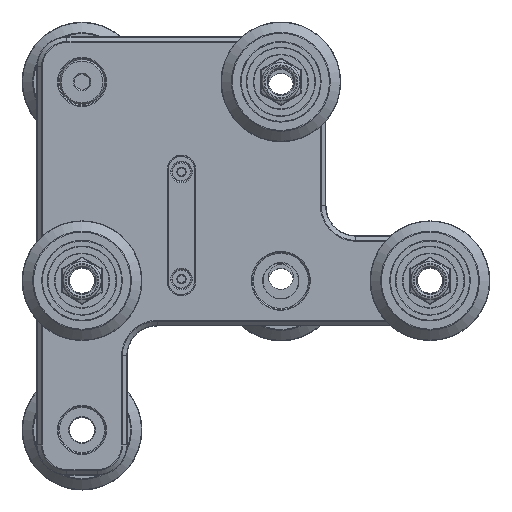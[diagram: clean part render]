
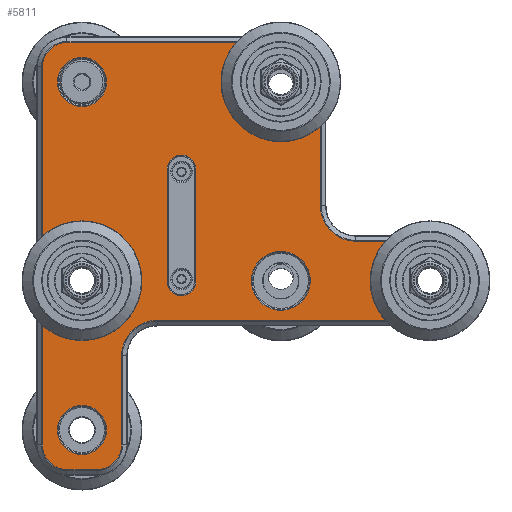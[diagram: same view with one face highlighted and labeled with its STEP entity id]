
A CAD part, top view. The second image highlights one B-rep face of the part: STEP entity #5811.
In plain terms, the highlighted planar face has unit normal (0, 0, 1).
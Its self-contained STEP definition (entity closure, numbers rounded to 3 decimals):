
#428=FACE_BOUND('',#1188,.T.);
#429=FACE_BOUND('',#1189,.T.);
#430=FACE_BOUND('',#1190,.T.);
#431=FACE_BOUND('',#1191,.T.);
#432=FACE_BOUND('',#1192,.T.);
#433=FACE_BOUND('',#1193,.T.);
#434=FACE_BOUND('',#1194,.T.);
#481=PLANE('',#6446);
#785=FACE_OUTER_BOUND('',#1187,.T.);
#1187=EDGE_LOOP('',(#4265,#4266,#4267,#4268,#4269,#4270,#4271,#4272,#4273,
#4274,#4275,#4276,#4277,#4278,#4279,#4280));
#1188=EDGE_LOOP('',(#4281,#4282,#4283,#4284));
#1189=EDGE_LOOP('',(#4285));
#1190=EDGE_LOOP('',(#4286));
#1191=EDGE_LOOP('',(#4287));
#1192=EDGE_LOOP('',(#4288));
#1193=EDGE_LOOP('',(#4289));
#1194=EDGE_LOOP('',(#4290));
#1573=LINE('',#9386,#1919);
#1576=LINE('',#9401,#1922);
#1578=LINE('',#9413,#1924);
#1580=LINE('',#9425,#1926);
#1582=LINE('',#9437,#1928);
#1584=LINE('',#9449,#1930);
#1586=LINE('',#9461,#1932);
#1588=LINE('',#9473,#1934);
#1602=LINE('',#9514,#1948);
#1603=LINE('',#9518,#1949);
#1919=VECTOR('',#7404,10.);
#1922=VECTOR('',#7421,10.);
#1924=VECTOR('',#7435,10.);
#1926=VECTOR('',#7449,10.);
#1928=VECTOR('',#7463,10.);
#1930=VECTOR('',#7477,10.);
#1932=VECTOR('',#7491,10.);
#1934=VECTOR('',#7505,10.);
#1948=VECTOR('',#7551,10.);
#1949=VECTOR('',#7554,10.);
#2300=CIRCLE('',#6392,7.104);
#2304=CIRCLE('',#6398,4.896);
#2308=CIRCLE('',#6404,4.896);
#2312=CIRCLE('',#6410,7.104);
#2316=CIRCLE('',#6416,4.896);
#2320=CIRCLE('',#6422,4.896);
#2324=CIRCLE('',#6428,4.896);
#2327=CIRCLE('',#6433,4.896);
#2332=CIRCLE('',#6447,2.85);
#2333=CIRCLE('',#6448,2.85);
#2334=CIRCLE('',#6449,5.883);
#2335=CIRCLE('',#6450,3.62);
#2336=CIRCLE('',#6451,2.65);
#2337=CIRCLE('',#6452,2.65);
#2338=CIRCLE('',#6453,4.883);
#2339=CIRCLE('',#6454,4.883);
#2704=VERTEX_POINT('',#9383);
#2705=VERTEX_POINT('',#9385);
#2707=VERTEX_POINT('',#9391);
#2709=VERTEX_POINT('',#9397);
#2711=VERTEX_POINT('',#9403);
#2713=VERTEX_POINT('',#9409);
#2715=VERTEX_POINT('',#9415);
#2717=VERTEX_POINT('',#9421);
#2719=VERTEX_POINT('',#9427);
#2721=VERTEX_POINT('',#9433);
#2723=VERTEX_POINT('',#9439);
#2725=VERTEX_POINT('',#9445);
#2727=VERTEX_POINT('',#9451);
#2729=VERTEX_POINT('',#9457);
#2731=VERTEX_POINT('',#9463);
#2733=VERTEX_POINT('',#9469);
#2744=VERTEX_POINT('',#9512);
#2745=VERTEX_POINT('',#9513);
#2746=VERTEX_POINT('',#9515);
#2747=VERTEX_POINT('',#9517);
#2748=VERTEX_POINT('',#9520);
#2749=VERTEX_POINT('',#9522);
#2750=VERTEX_POINT('',#9524);
#2751=VERTEX_POINT('',#9526);
#2752=VERTEX_POINT('',#9528);
#2753=VERTEX_POINT('',#9530);
#3246=EDGE_CURVE('',#2704,#2705,#1573,.T.);
#3251=EDGE_CURVE('',#2705,#2707,#2300,.T.);
#3254=EDGE_CURVE('',#2707,#2709,#1576,.T.);
#3257=EDGE_CURVE('',#2709,#2711,#2304,.T.);
#3260=EDGE_CURVE('',#2711,#2713,#1578,.T.);
#3263=EDGE_CURVE('',#2713,#2715,#2308,.T.);
#3266=EDGE_CURVE('',#2715,#2717,#1580,.T.);
#3269=EDGE_CURVE('',#2717,#2719,#2312,.T.);
#3272=EDGE_CURVE('',#2719,#2721,#1582,.T.);
#3275=EDGE_CURVE('',#2721,#2723,#2316,.T.);
#3278=EDGE_CURVE('',#2723,#2725,#1584,.T.);
#3281=EDGE_CURVE('',#2725,#2727,#2320,.T.);
#3284=EDGE_CURVE('',#2727,#2729,#1586,.T.);
#3287=EDGE_CURVE('',#2729,#2731,#2324,.T.);
#3290=EDGE_CURVE('',#2731,#2733,#1588,.T.);
#3292=EDGE_CURVE('',#2733,#2704,#2327,.T.);
#3310=EDGE_CURVE('',#2744,#2745,#1602,.T.);
#3311=EDGE_CURVE('',#2746,#2744,#2332,.T.);
#3312=EDGE_CURVE('',#2747,#2746,#1603,.T.);
#3313=EDGE_CURVE('',#2745,#2747,#2333,.T.);
#3314=EDGE_CURVE('',#2748,#2748,#2334,.T.);
#3315=EDGE_CURVE('',#2749,#2749,#2335,.T.);
#3316=EDGE_CURVE('',#2750,#2750,#2336,.T.);
#3317=EDGE_CURVE('',#2751,#2751,#2337,.T.);
#3318=EDGE_CURVE('',#2752,#2752,#2338,.T.);
#3319=EDGE_CURVE('',#2753,#2753,#2339,.T.);
#4265=ORIENTED_EDGE('',*,*,#3246,.F.);
#4266=ORIENTED_EDGE('',*,*,#3292,.F.);
#4267=ORIENTED_EDGE('',*,*,#3290,.F.);
#4268=ORIENTED_EDGE('',*,*,#3287,.F.);
#4269=ORIENTED_EDGE('',*,*,#3284,.F.);
#4270=ORIENTED_EDGE('',*,*,#3281,.F.);
#4271=ORIENTED_EDGE('',*,*,#3278,.F.);
#4272=ORIENTED_EDGE('',*,*,#3275,.F.);
#4273=ORIENTED_EDGE('',*,*,#3272,.F.);
#4274=ORIENTED_EDGE('',*,*,#3269,.F.);
#4275=ORIENTED_EDGE('',*,*,#3266,.F.);
#4276=ORIENTED_EDGE('',*,*,#3263,.F.);
#4277=ORIENTED_EDGE('',*,*,#3260,.F.);
#4278=ORIENTED_EDGE('',*,*,#3257,.F.);
#4279=ORIENTED_EDGE('',*,*,#3254,.F.);
#4280=ORIENTED_EDGE('',*,*,#3251,.F.);
#4281=ORIENTED_EDGE('',*,*,#3310,.F.);
#4282=ORIENTED_EDGE('',*,*,#3311,.F.);
#4283=ORIENTED_EDGE('',*,*,#3312,.F.);
#4284=ORIENTED_EDGE('',*,*,#3313,.F.);
#4285=ORIENTED_EDGE('',*,*,#3314,.F.);
#4286=ORIENTED_EDGE('',*,*,#3315,.T.);
#4287=ORIENTED_EDGE('',*,*,#3316,.T.);
#4288=ORIENTED_EDGE('',*,*,#3317,.T.);
#4289=ORIENTED_EDGE('',*,*,#3318,.F.);
#4290=ORIENTED_EDGE('',*,*,#3319,.F.);
#5811=ADVANCED_FACE('',(#785,#428,#429,#430,#431,#432,#433,#434),#481,.T.);
#6392=AXIS2_PLACEMENT_3D('',#9395,#7414,#7415);
#6398=AXIS2_PLACEMENT_3D('',#9407,#7428,#7429);
#6404=AXIS2_PLACEMENT_3D('',#9419,#7442,#7443);
#6410=AXIS2_PLACEMENT_3D('',#9431,#7456,#7457);
#6416=AXIS2_PLACEMENT_3D('',#9443,#7470,#7471);
#6422=AXIS2_PLACEMENT_3D('',#9455,#7484,#7485);
#6428=AXIS2_PLACEMENT_3D('',#9467,#7498,#7499);
#6433=AXIS2_PLACEMENT_3D('',#9476,#7510,#7511);
#6446=AXIS2_PLACEMENT_3D('',#9511,#7549,#7550);
#6447=AXIS2_PLACEMENT_3D('',#9516,#7552,#7553);
#6448=AXIS2_PLACEMENT_3D('',#9519,#7555,#7556);
#6449=AXIS2_PLACEMENT_3D('',#9521,#7557,#7558);
#6450=AXIS2_PLACEMENT_3D('',#9523,#7559,#7560);
#6451=AXIS2_PLACEMENT_3D('',#9525,#7561,#7562);
#6452=AXIS2_PLACEMENT_3D('',#9527,#7563,#7564);
#6453=AXIS2_PLACEMENT_3D('',#9529,#7565,#7566);
#6454=AXIS2_PLACEMENT_3D('',#9531,#7567,#7568);
#7404=DIRECTION('',(0.,-1.,0.));
#7414=DIRECTION('center_axis',(0.,0.,1.));
#7415=DIRECTION('ref_axis',(-0.707,-0.707,0.));
#7421=DIRECTION('',(1.,0.,0.));
#7428=DIRECTION('center_axis',(0.,0.,-1.));
#7429=DIRECTION('ref_axis',(0.707,0.707,0.));
#7435=DIRECTION('',(0.,-1.,0.));
#7442=DIRECTION('center_axis',(0.,0.,-1.));
#7443=DIRECTION('ref_axis',(0.707,-0.707,0.));
#7449=DIRECTION('',(-1.,0.,0.));
#7456=DIRECTION('center_axis',(0.,0.,1.));
#7457=DIRECTION('ref_axis',(-0.707,0.707,0.));
#7463=DIRECTION('',(0.,-1.,0.));
#7470=DIRECTION('center_axis',(0.,0.,-1.));
#7471=DIRECTION('ref_axis',(0.707,-0.707,0.));
#7477=DIRECTION('',(-1.,0.,0.));
#7484=DIRECTION('center_axis',(0.,0.,-1.));
#7485=DIRECTION('ref_axis',(-0.707,-0.707,0.));
#7491=DIRECTION('',(0.,1.,0.));
#7498=DIRECTION('center_axis',(0.,0.,-1.));
#7499=DIRECTION('ref_axis',(-0.707,0.707,0.));
#7505=DIRECTION('',(1.,0.,0.));
#7510=DIRECTION('center_axis',(0.,0.,-1.));
#7511=DIRECTION('ref_axis',(0.707,0.707,0.));
#7549=DIRECTION('center_axis',(0.,0.,1.));
#7550=DIRECTION('ref_axis',(1.,0.,0.));
#7551=DIRECTION('',(0.,-1.,0.));
#7552=DIRECTION('center_axis',(0.,0.,1.));
#7553=DIRECTION('ref_axis',(0.,1.,0.));
#7554=DIRECTION('',(0.,1.,0.));
#7555=DIRECTION('center_axis',(0.,0.,1.));
#7556=DIRECTION('ref_axis',(0.,-1.,0.));
#7557=DIRECTION('center_axis',(0.,0.,1.));
#7558=DIRECTION('ref_axis',(1.,0.,0.));
#7559=DIRECTION('center_axis',(0.,0.,-1.));
#7560=DIRECTION('ref_axis',(1.,0.,0.));
#7561=DIRECTION('center_axis',(0.,0.,-1.));
#7562=DIRECTION('ref_axis',(1.,0.,0.));
#7563=DIRECTION('center_axis',(0.,0.,-1.));
#7564=DIRECTION('ref_axis',(1.,0.,0.));
#7565=DIRECTION('center_axis',(0.,0.,1.));
#7566=DIRECTION('ref_axis',(1.,0.,0.));
#7567=DIRECTION('center_axis',(0.,0.,1.));
#7568=DIRECTION('ref_axis',(1.,0.,0.));
#9383=CARTESIAN_POINT('',(27.746,22.85,8.));
#9385=CARTESIAN_POINT('',(27.746,-4.85,8.));
#9386=CARTESIAN_POINT('',(27.746,-13.878,8.));
#9391=CARTESIAN_POINT('',(34.85,-11.954,8.));
#9395=CARTESIAN_POINT('Origin',(34.85,-4.85,8.));
#9397=CARTESIAN_POINT('',(52.625,-11.954,8.));
#9401=CARTESIAN_POINT('',(25.822,-11.954,8.));
#9403=CARTESIAN_POINT('',(57.521,-16.85,8.));
#9407=CARTESIAN_POINT('Origin',(52.625,-16.85,8.));
#9409=CARTESIAN_POINT('',(57.521,-22.85,8.));
#9413=CARTESIAN_POINT('',(57.521,-18.378,8.));
#9415=CARTESIAN_POINT('',(52.625,-27.746,8.));
#9419=CARTESIAN_POINT('Origin',(52.625,-22.85,8.));
#9421=CARTESIAN_POINT('',(-4.85,-27.746,8.));
#9425=CARTESIAN_POINT('',(8.453,-27.746,8.));
#9427=CARTESIAN_POINT('',(-11.954,-34.85,8.));
#9431=CARTESIAN_POINT('Origin',(-4.85,-34.85,8.));
#9433=CARTESIAN_POINT('',(-11.954,-52.625,8.));
#9437=CARTESIAN_POINT('',(-11.954,-25.822,8.));
#9439=CARTESIAN_POINT('',(-16.85,-57.521,8.));
#9443=CARTESIAN_POINT('Origin',(-16.85,-52.625,8.));
#9445=CARTESIAN_POINT('',(-22.85,-57.521,8.));
#9449=CARTESIAN_POINT('',(3.953,-57.521,8.));
#9451=CARTESIAN_POINT('',(-27.746,-52.625,8.));
#9455=CARTESIAN_POINT('Origin',(-22.85,-52.625,8.));
#9457=CARTESIAN_POINT('',(-27.746,22.85,8.));
#9461=CARTESIAN_POINT('',(-27.746,-3.953,8.));
#9463=CARTESIAN_POINT('',(-22.85,27.746,8.));
#9467=CARTESIAN_POINT('Origin',(-22.85,22.85,8.));
#9469=CARTESIAN_POINT('',(22.85,27.746,8.));
#9473=CARTESIAN_POINT('',(18.378,27.746,8.));
#9476=CARTESIAN_POINT('Origin',(22.85,22.85,8.));
#9511=CARTESIAN_POINT('Origin',(14.888,-14.888,8.));
#9512=CARTESIAN_POINT('',(-2.85,2.4,8.));
#9513=CARTESIAN_POINT('',(-2.85,-20.,8.));
#9514=CARTESIAN_POINT('',(-2.85,-18.694,8.));
#9515=CARTESIAN_POINT('',(2.85,2.4,8.));
#9516=CARTESIAN_POINT('Origin',(0.,2.4,8.));
#9517=CARTESIAN_POINT('',(2.85,-20.,8.));
#9518=CARTESIAN_POINT('',(2.85,-4.994,8.));
#9519=CARTESIAN_POINT('Origin',(0.,-20.,8.));
#9520=CARTESIAN_POINT('',(13.967,-19.85,8.));
#9521=CARTESIAN_POINT('Origin',(19.85,-19.85,8.));
#9522=CARTESIAN_POINT('',(16.23,19.85,8.));
#9523=CARTESIAN_POINT('Origin',(19.85,19.85,8.));
#9524=CARTESIAN_POINT('',(-22.5,-19.85,8.));
#9525=CARTESIAN_POINT('Origin',(-19.85,-19.85,8.));
#9526=CARTESIAN_POINT('',(46.975,-19.85,8.));
#9527=CARTESIAN_POINT('Origin',(49.625,-19.85,8.));
#9528=CARTESIAN_POINT('',(-24.733,19.85,8.));
#9529=CARTESIAN_POINT('Origin',(-19.85,19.85,8.));
#9530=CARTESIAN_POINT('',(-24.733,-49.625,8.));
#9531=CARTESIAN_POINT('Origin',(-19.85,-49.625,8.));
